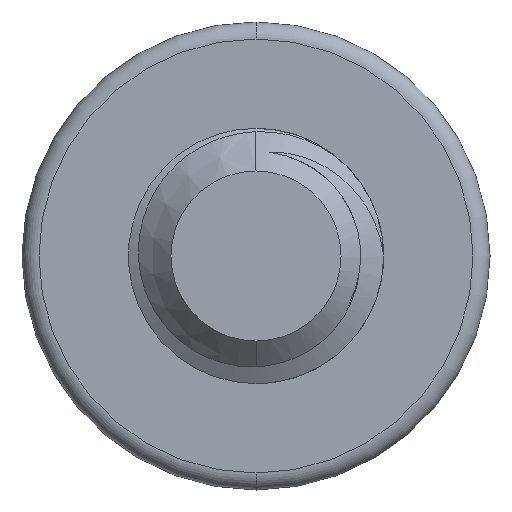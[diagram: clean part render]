
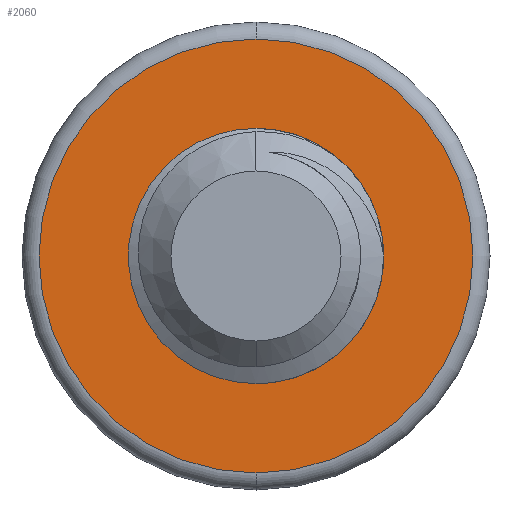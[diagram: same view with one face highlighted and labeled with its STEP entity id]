
A CAD part, front view. The second image highlights one B-rep face of the part: STEP entity #2060.
In plain terms, the highlighted planar face has unit normal (0, -1, 0).
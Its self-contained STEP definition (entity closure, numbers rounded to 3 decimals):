
#5 = CARTESIAN_POINT ( 'NONE',  ( 1.07, 4., 1.051 ) ) ;
#19 = CARTESIAN_POINT ( 'NONE',  ( 1.5, 4., 0. ) ) ;
#48 = CARTESIAN_POINT ( 'NONE',  ( 0.629, 4., -1.214 ) ) ;
#50 = VERTEX_POINT ( 'NONE', #872 ) ;
#54 = VERTEX_POINT ( 'NONE', #732 ) ;
#80 = EDGE_CURVE ( 'NONE', #54, #2397, #2316, .T. ) ;
#147 = ORIENTED_EDGE ( 'NONE', *, *, #719, .T. ) ;
#168 = CARTESIAN_POINT ( 'NONE',  ( -1.197, 4., 0.326 ) ) ;
#182 = EDGE_CURVE ( 'NONE', #2397, #647, #420, .T. ) ;
#190 = EDGE_LOOP ( 'NONE', ( #147, #2128 ) ) ;
#237 = CARTESIAN_POINT ( 'NONE',  ( 1.175, 4., -0.82 ) ) ;
#256 = EDGE_CURVE ( 'NONE', #1391, #54, #2226, .T. ) ;
#322 = ORIENTED_EDGE ( 'NONE', *, *, #1913, .T. ) ;
#420 = CIRCLE ( 'NONE', #2009, 1.5 ) ;
#492 = EDGE_CURVE ( 'NONE', #50, #976, #1197, .T. ) ;
#495 = CARTESIAN_POINT ( 'NONE',  ( 0.257, 4., 1.413 ) ) ;
#530 = CARTESIAN_POINT ( 'NONE',  ( 0., 4., 0. ) ) ;
#598 = DIRECTION ( 'NONE',  ( 0., -1., 0. ) ) ;
#647 = VERTEX_POINT ( 'NONE', #19 ) ;
#658 = CARTESIAN_POINT ( 'NONE',  ( -0.461, 4., -1.14 ) ) ;
#695 = CARTESIAN_POINT ( 'NONE',  ( -0.409, 4., 1.304 ) ) ;
#719 = EDGE_CURVE ( 'NONE', #976, #50, #1405, .T. ) ;
#732 = CARTESIAN_POINT ( 'NONE',  ( -1.133, 4., 0.477 ) ) ;
#757 = CARTESIAN_POINT ( 'NONE',  ( 0., 4., 2.55 ) ) ;
#773 = CARTESIAN_POINT ( 'NONE',  ( -0.461, 4., -1.14 ) ) ;
#872 = CARTESIAN_POINT ( 'NONE',  ( 0., 4., -2.55 ) ) ;
#923 = CARTESIAN_POINT ( 'NONE',  ( -0.981, 4., -0.759 ) ) ;
#932 = CARTESIAN_POINT ( 'NONE',  ( -1.133, 4., 0.477 ) ) ;
#955 = CARTESIAN_POINT ( 'NONE',  ( 0.409, 4., -1.283 ) ) ;
#966 = CARTESIAN_POINT ( 'NONE',  ( -0.461, 4., -1.14 ) ) ;
#976 = VERTEX_POINT ( 'NONE', #757 ) ;
#1032 = DIRECTION ( 'NONE',  ( 0., -1., 0. ) ) ;
#1046 = ORIENTED_EDGE ( 'NONE', *, *, #256, .T. ) ;
#1113 = CARTESIAN_POINT ( 'NONE',  ( 0., 4., 0. ) ) ;
#1125 = CARTESIAN_POINT ( 'NONE',  ( -1.229, 4., 0.166 ) ) ;
#1147 = ORIENTED_EDGE ( 'NONE', *, *, #182, .T. ) ;
#1152 = CARTESIAN_POINT ( 'NONE',  ( 0., 4., 0. ) ) ;
#1181 = DIRECTION ( 'NONE',  ( 0., 0., 1. ) ) ;
#1197 = CIRCLE ( 'NONE', #2470, 2.55 ) ;
#1202 = CARTESIAN_POINT ( 'NONE',  ( 1.491, 4., -0.112 ) ) ;
#1247 = AXIS2_PLACEMENT_3D ( 'NONE', #1152, #1363, #1933 ) ;
#1267 = CARTESIAN_POINT ( 'NONE',  ( 0.694, 4., 1.305 ) ) ;
#1281 = ORIENTED_EDGE ( 'NONE', *, *, #80, .T. ) ;
#1317 = CARTESIAN_POINT ( 'NONE',  ( -1.198, 4., -0.322 ) ) ;
#1363 = DIRECTION ( 'NONE',  ( 0., 1., 0. ) ) ;
#1391 = VERTEX_POINT ( 'NONE', #658 ) ;
#1395 = CARTESIAN_POINT ( 'NONE',  ( 1.5, 4., 0. ) ) ;
#1405 = CIRCLE ( 'NONE', #1523, 2.55 ) ;
#1406 = DIRECTION ( 'NONE',  ( 0., 0., 1. ) ) ;
#1449 = CARTESIAN_POINT ( 'NONE',  ( -1.133, 4., 0.477 ) ) ;
#1462 = CARTESIAN_POINT ( 'NONE',  ( 0.026, 4., 1.412 ) ) ;
#1523 = AXIS2_PLACEMENT_3D ( 'NONE', #530, #1032, #1406 ) ;
#1538 = PLANE ( 'NONE',  #1247 ) ;
#1601 = CARTESIAN_POINT ( 'NONE',  ( 1.468, 4., -0.222 ) ) ;
#1658 = CARTESIAN_POINT ( 'NONE',  ( -0.947, 4., 0.891 ) ) ;
#1745 = CARTESIAN_POINT ( 'NONE',  ( -0.038, 4., -1.298 ) ) ;
#1756 = CARTESIAN_POINT ( 'NONE',  ( -0.613, 4., -1.078 ) ) ;
#1778 = CARTESIAN_POINT ( 'NONE',  ( 0., 4., 0. ) ) ;
#1796 = CARTESIAN_POINT ( 'NONE',  ( 1.012, 4., -0.982 ) ) ;
#1899 = DIRECTION ( 'NONE',  ( 0., 1., 0. ) ) ;
#1913 = EDGE_CURVE ( 'NONE', #647, #1391, #2293, .T. ) ;
#1933 = DIRECTION ( 'NONE',  ( 0., 0., 1. ) ) ;
#1979 = CARTESIAN_POINT ( 'NONE',  ( 1.399, 4., -0.433 ) ) ;
#2009 = AXIS2_PLACEMENT_3D ( 'NONE', #1113, #1899, #2123 ) ;
#2040 = CARTESIAN_POINT ( 'NONE',  ( 0.897, 4., 1.197 ) ) ;
#2060 = ADVANCED_FACE ( 'NONE', ( #2457, #2349 ), #1538, .F. ) ;
#2090 = CARTESIAN_POINT ( 'NONE',  ( -1.23, 4., -0.16 ) ) ;
#2123 = DIRECTION ( 'NONE',  ( 0., 0., 1. ) ) ;
#2128 = ORIENTED_EDGE ( 'NONE', *, *, #492, .T. ) ;
#2136 = CARTESIAN_POINT ( 'NONE',  ( -0.751, 4., -0.986 ) ) ;
#2153 = CARTESIAN_POINT ( 'NONE',  ( 1.07, 4., 1.051 ) ) ;
#2208 = EDGE_LOOP ( 'NONE', ( #1147, #322, #1046, #1281 ) ) ;
#2226 = B_SPLINE_CURVE_WITH_KNOTS ( 'NONE', 3,
 ( #966, #1756, #2136, #923, #2485, #1317, #2090, #1125, #168, #932 ),
 .UNSPECIFIED., .F., .F.,
 ( 4, 2, 2, 2, 4 ),
 ( 0., 0., 0.001, 0.001, 0.002 ),
 .UNSPECIFIED. ) ;
#2238 = CARTESIAN_POINT ( 'NONE',  ( -1.07, 4., 0.695 ) ) ;
#2293 = B_SPLINE_CURVE_WITH_KNOTS ( 'NONE', 3,
 ( #1395, #1202, #1601, #1979, #2378, #237, #1796, #48, #955, #1745, #2521, #773 ),
 .UNSPECIFIED., .F., .F.,
 ( 4, 2, 2, 2, 2, 4 ),
 ( 0., 0., 0.001, 0.001, 0.002, 0.003 ),
 .UNSPECIFIED. ) ;
#2316 = B_SPLINE_CURVE_WITH_KNOTS ( 'NONE', 3,
 ( #1449, #2238, #1658, #2436, #695, #1462, #495, #1267, #2040, #5 ),
 .UNSPECIFIED., .F., .F.,
 ( 4, 2, 2, 2, 4 ),
 ( 0., 0.001, 0.001, 0.002, 0.003 ),
 .UNSPECIFIED. ) ;
#2349 = FACE_BOUND ( 'NONE', #2208, .T. ) ;
#2378 = CARTESIAN_POINT ( 'NONE',  ( 1.35, 4., -0.536 ) ) ;
#2397 = VERTEX_POINT ( 'NONE', #2153 ) ;
#2436 = CARTESIAN_POINT ( 'NONE',  ( -0.617, 4., 1.196 ) ) ;
#2457 = FACE_OUTER_BOUND ( 'NONE', #190, .T. ) ;
#2470 = AXIS2_PLACEMENT_3D ( 'NONE', #1778, #598, #1181 ) ;
#2485 = CARTESIAN_POINT ( 'NONE',  ( -1.073, 4., -0.621 ) ) ;
#2521 = CARTESIAN_POINT ( 'NONE',  ( -0.262, 4., -1.247 ) ) ;
